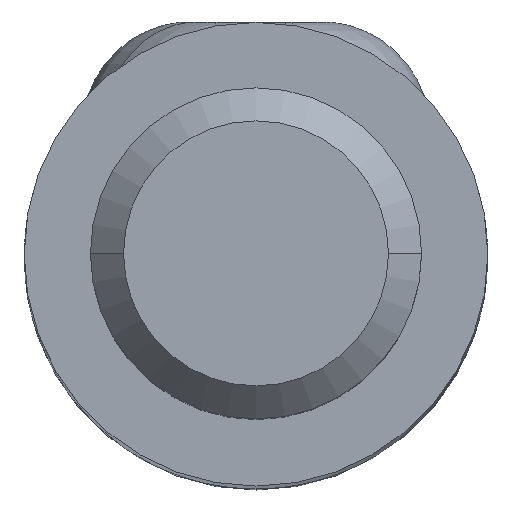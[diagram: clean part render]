
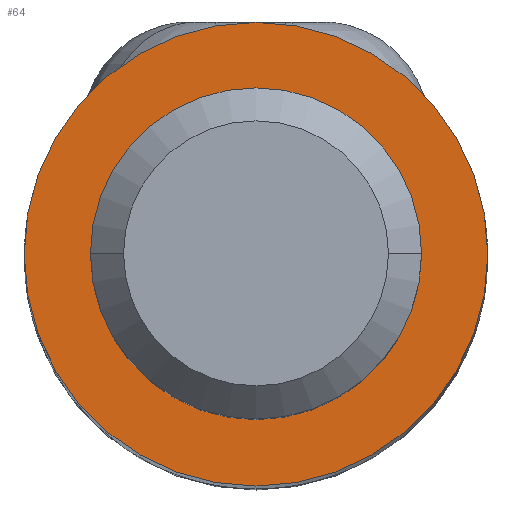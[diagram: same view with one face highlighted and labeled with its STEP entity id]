
A CAD part, top view. The second image highlights one B-rep face of the part: STEP entity #64.
In plain terms, the highlighted planar face has unit normal (0, 0, 1).
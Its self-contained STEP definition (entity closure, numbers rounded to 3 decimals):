
#55 = CARTESIAN_POINT ( 'NONE',  ( -7., 0., 51. ) ) ;
#64 = ADVANCED_FACE ( 'NONE', ( #387, #1766 ), #1818, .T. ) ;
#82 = VERTEX_POINT ( 'NONE', #2604 ) ;
#184 = AXIS2_PLACEMENT_3D ( 'NONE', #668, #1712, #1300 ) ;
#248 = CARTESIAN_POINT ( 'NONE',  ( 0., 0., 51. ) ) ;
#276 = AXIS2_PLACEMENT_3D ( 'NONE', #1669, #1046, #1425 ) ;
#325 = ORIENTED_EDGE ( 'NONE', *, *, #1391, .F. ) ;
#354 = CIRCLE ( 'NONE', #276, 4. ) ;
#371 = ORIENTED_EDGE ( 'NONE', *, *, #2232, .T. ) ;
#382 = CARTESIAN_POINT ( 'NONE',  ( 0., 0., 51. ) ) ;
#387 = FACE_OUTER_BOUND ( 'NONE', #1348, .T. ) ;
#407 = DIRECTION ( 'NONE',  ( 0., 0., 1. ) ) ;
#433 = DIRECTION ( 'NONE',  ( 1., 0., 0. ) ) ;
#668 = CARTESIAN_POINT ( 'NONE',  ( 0., 0., 51. ) ) ;
#739 = EDGE_LOOP ( 'NONE', ( #325, #1144 ) ) ;
#941 = AXIS2_PLACEMENT_3D ( 'NONE', #248, #1863, #1874 ) ;
#1046 = DIRECTION ( 'NONE',  ( 0., 0., 1. ) ) ;
#1059 = VERTEX_POINT ( 'NONE', #2269 ) ;
#1144 = ORIENTED_EDGE ( 'NONE', *, *, #2012, .F. ) ;
#1300 = DIRECTION ( 'NONE',  ( 1., 0., 0. ) ) ;
#1348 = EDGE_LOOP ( 'NONE', ( #1610, #371 ) ) ;
#1352 = VERTEX_POINT ( 'NONE', #2280 ) ;
#1370 = DIRECTION ( 'NONE',  ( 1., 0., 0. ) ) ;
#1391 = EDGE_CURVE ( 'NONE', #1352, #82, #2355, .T. ) ;
#1425 = DIRECTION ( 'NONE',  ( 1., 0., 0. ) ) ;
#1603 = CARTESIAN_POINT ( 'NONE',  ( 0., 0., 51. ) ) ;
#1610 = ORIENTED_EDGE ( 'NONE', *, *, #1979, .T. ) ;
#1669 = CARTESIAN_POINT ( 'NONE',  ( 0., 0., 51. ) ) ;
#1712 = DIRECTION ( 'NONE',  ( 0., 0., 1. ) ) ;
#1766 = FACE_BOUND ( 'NONE', #739, .T. ) ;
#1818 = PLANE ( 'NONE',  #2128 ) ;
#1863 = DIRECTION ( 'NONE',  ( 0., 0., 1. ) ) ;
#1874 = DIRECTION ( 'NONE',  ( 1., 0., 0. ) ) ;
#1894 = CIRCLE ( 'NONE', #2195, 7. ) ;
#1979 = EDGE_CURVE ( 'NONE', #2137, #1059, #1894, .T. ) ;
#2012 = EDGE_CURVE ( 'NONE', #82, #1352, #354, .T. ) ;
#2116 = CIRCLE ( 'NONE', #184, 7. ) ;
#2128 = AXIS2_PLACEMENT_3D ( 'NONE', #1603, #2622, #1370 ) ;
#2137 = VERTEX_POINT ( 'NONE', #55 ) ;
#2195 = AXIS2_PLACEMENT_3D ( 'NONE', #382, #407, #433 ) ;
#2232 = EDGE_CURVE ( 'NONE', #1059, #2137, #2116, .T. ) ;
#2269 = CARTESIAN_POINT ( 'NONE',  ( 7., 0., 51. ) ) ;
#2280 = CARTESIAN_POINT ( 'NONE',  ( 4., 0., 51. ) ) ;
#2355 = CIRCLE ( 'NONE', #941, 4. ) ;
#2604 = CARTESIAN_POINT ( 'NONE',  ( -4., 0., 51. ) ) ;
#2622 = DIRECTION ( 'NONE',  ( 0., 0., 1. ) ) ;
